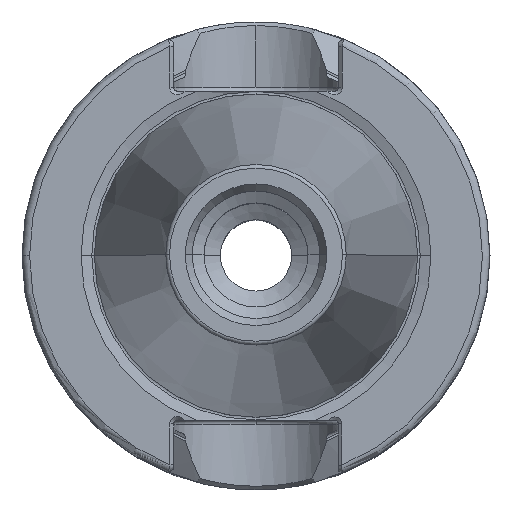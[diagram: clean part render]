
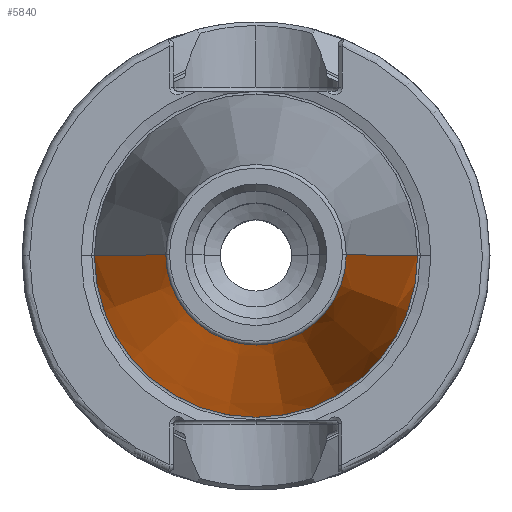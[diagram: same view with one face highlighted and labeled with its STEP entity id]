
A CAD part, top view. The second image highlights one B-rep face of the part: STEP entity #5840.
In plain terms, the highlighted conical face has half-angle 8.298 degrees and reference radius 8.816 mm.
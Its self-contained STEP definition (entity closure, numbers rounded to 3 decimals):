
#246 = VERTEX_POINT ( 'NONE', #3455 ) ;
#270 = LINE ( 'NONE', #2218, #2709 ) ;
#350 = CONICAL_SURFACE ( 'NONE', #1308, 8.816, 0.145 ) ;
#354 = LINE ( 'NONE', #4525, #3982 ) ;
#1178 = DIRECTION ( 'NONE',  ( 0., 0., -1. ) ) ;
#1298 = ORIENTED_EDGE ( 'NONE', *, *, #5825, .T. ) ;
#1308 = AXIS2_PLACEMENT_3D ( 'NONE', #2648, #3140, #5112 ) ;
#1586 = CARTESIAN_POINT ( 'NONE',  ( -8.863, 0., 48.079 ) ) ;
#1952 = EDGE_CURVE ( 'NONE', #3887, #2195, #354, .T. ) ;
#2195 = VERTEX_POINT ( 'NONE', #4253 ) ;
#2205 = DIRECTION ( 'NONE',  ( 0., 0., -1. ) ) ;
#2218 = CARTESIAN_POINT ( 'NONE',  ( 8.816, 0., 48.4 ) ) ;
#2613 = CIRCLE ( 'NONE', #2972, 15.875 ) ;
#2648 = CARTESIAN_POINT ( 'NONE',  ( 0., 0., 48.4 ) ) ;
#2709 = VECTOR ( 'NONE', #5580, 1000. ) ;
#2836 = VERTEX_POINT ( 'NONE', #3107 ) ;
#2972 = AXIS2_PLACEMENT_3D ( 'NONE', #3997, #1178, #4490 ) ;
#3107 = CARTESIAN_POINT ( 'NONE',  ( 8.863, 0., 48.079 ) ) ;
#3140 = DIRECTION ( 'NONE',  ( 0., 0., -1. ) ) ;
#3455 = CARTESIAN_POINT ( 'NONE',  ( 15.875, 0., 0. ) ) ;
#3596 = CIRCLE ( 'NONE', #5249, 8.863 ) ;
#3884 = FACE_OUTER_BOUND ( 'NONE', #4427, .T. ) ;
#3887 = VERTEX_POINT ( 'NONE', #1586 ) ;
#3982 = VECTOR ( 'NONE', #4125, 1000. ) ;
#3997 = CARTESIAN_POINT ( 'NONE',  ( 0., 0., 0. ) ) ;
#3999 = ORIENTED_EDGE ( 'NONE', *, *, #5700, .F. ) ;
#4048 = ORIENTED_EDGE ( 'NONE', *, *, #5255, .F. ) ;
#4125 = DIRECTION ( 'NONE',  ( -0.144, 0., -0.99 ) ) ;
#4253 = CARTESIAN_POINT ( 'NONE',  ( -15.875, 0., 0. ) ) ;
#4427 = EDGE_LOOP ( 'NONE', ( #4048, #1298, #5619, #3999 ) ) ;
#4490 = DIRECTION ( 'NONE',  ( -1., 0., 0. ) ) ;
#4525 = CARTESIAN_POINT ( 'NONE',  ( -8.816, 0., 48.4 ) ) ;
#5094 = CARTESIAN_POINT ( 'NONE',  ( 0., 0., 48.079 ) ) ;
#5112 = DIRECTION ( 'NONE',  ( -1., 0., 0. ) ) ;
#5249 = AXIS2_PLACEMENT_3D ( 'NONE', #5094, #2205, #5565 ) ;
#5255 = EDGE_CURVE ( 'NONE', #2836, #246, #270, .T. ) ;
#5565 = DIRECTION ( 'NONE',  ( 1., 0., 0. ) ) ;
#5580 = DIRECTION ( 'NONE',  ( 0.144, 0., -0.99 ) ) ;
#5619 = ORIENTED_EDGE ( 'NONE', *, *, #1952, .T. ) ;
#5700 = EDGE_CURVE ( 'NONE', #246, #2195, #2613, .T. ) ;
#5825 = EDGE_CURVE ( 'NONE', #2836, #3887, #3596, .T. ) ;
#5840 = ADVANCED_FACE ( 'NONE', ( #3884 ), #350, .T. ) ;
